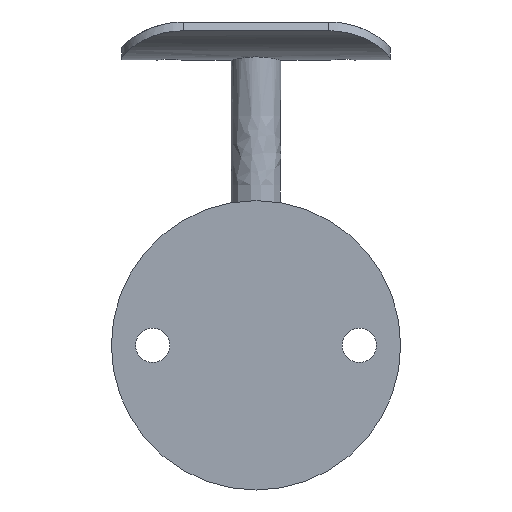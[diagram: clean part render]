
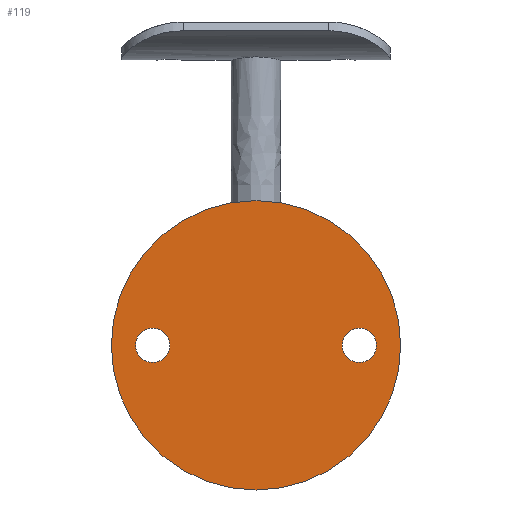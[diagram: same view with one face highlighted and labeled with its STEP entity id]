
A CAD part, left-side view. The second image highlights one B-rep face of the part: STEP entity #119.
In plain terms, the highlighted planar face has unit normal (-1, 0, 0).
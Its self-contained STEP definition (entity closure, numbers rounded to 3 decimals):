
#50=PLANE('',#393);
#78=CIRCLE('',#384,4.15);
#79=CIRCLE('',#386,35.);
#81=CIRCLE('',#389,4.15);
#119=ADVANCED_FACE('',(#150,#151,#152),#50,.F.);
#150=FACE_BOUND('',#184,.T.);
#151=FACE_BOUND('',#185,.T.);
#152=FACE_BOUND('',#186,.T.);
#184=EDGE_LOOP('',(#248));
#185=EDGE_LOOP('',(#249));
#186=EDGE_LOOP('',(#250));
#248=ORIENTED_EDGE('',*,*,#336,.F.);
#249=ORIENTED_EDGE('',*,*,#335,.T.);
#250=ORIENTED_EDGE('',*,*,#338,.T.);
#297=VERTEX_POINT('',#1672);
#298=VERTEX_POINT('',#1675);
#300=VERTEX_POINT('',#1680);
#335=EDGE_CURVE('',#297,#297,#78,.T.);
#336=EDGE_CURVE('',#298,#298,#79,.T.);
#338=EDGE_CURVE('',#300,#300,#81,.T.);
#384=AXIS2_PLACEMENT_3D('',#1671,#446,#447);
#386=AXIS2_PLACEMENT_3D('',#1674,#450,#451);
#389=AXIS2_PLACEMENT_3D('',#1679,#456,#457);
#393=AXIS2_PLACEMENT_3D('',#1684,#464,#465);
#446=DIRECTION('',(1.,0.,0.));
#447=DIRECTION('',(0.,1.,0.));
#450=DIRECTION('',(1.,0.,0.));
#451=DIRECTION('',(0.,1.,0.));
#456=DIRECTION('',(1.,0.,0.));
#457=DIRECTION('',(0.,1.,0.));
#464=DIRECTION('',(1.,0.,0.));
#465=DIRECTION('',(0.,0.,1.));
#1671=CARTESIAN_POINT('',(0.,25.,0.));
#1672=CARTESIAN_POINT('',(0.,29.15,0.));
#1674=CARTESIAN_POINT('',(0.,0.,0.));
#1675=CARTESIAN_POINT('',(0.,35.,0.));
#1679=CARTESIAN_POINT('',(0.,-25.,0.));
#1680=CARTESIAN_POINT('',(0.,-20.85,0.));
#1684=CARTESIAN_POINT('',(0.,0.,0.));
